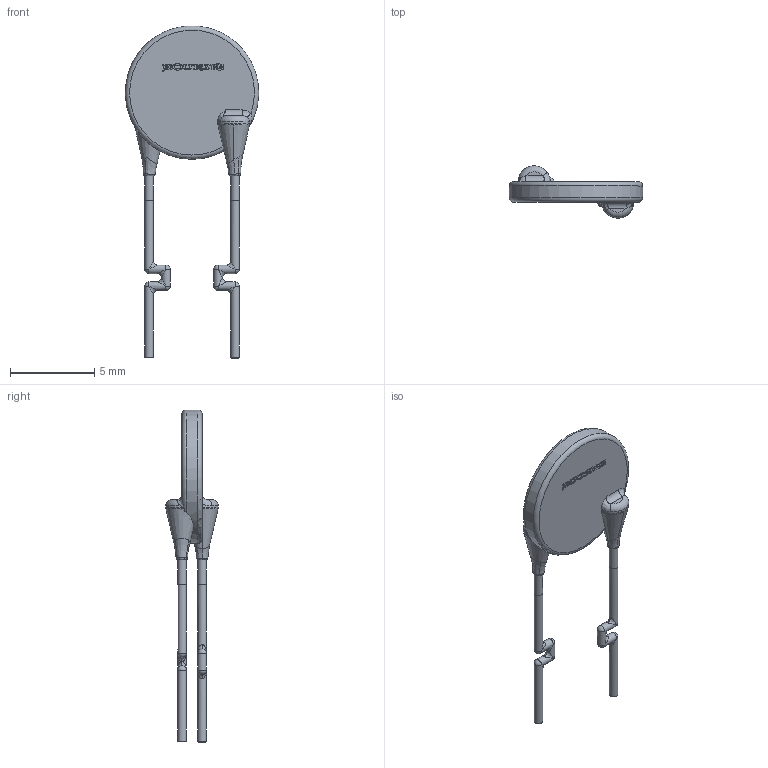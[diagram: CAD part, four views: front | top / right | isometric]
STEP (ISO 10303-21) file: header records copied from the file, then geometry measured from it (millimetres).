
FILE_DESCRIPTION(/* description */ (''),/* implementation_level */ '2;1');
FILE_NAME(/* name */ '1.stp',/* time_stamp */ '2019-10-06T19:14:25+02:00',/* author */ ('k'),/* organization */ (''),/* preprocessor_version */ 'ST-DEVELOPER v15.6',/* originating_system */ 'Autodesk Inventor 2015',/* authorisation */ '');
FILE_SCHEMA (('AUTOMOTIVE_DESIGN { 1 0 10303 214 3 1 1 }'));
Length unit declared in the file: millimetre
Products named in the file (4): 1; mf-r050; Bourns Logo
Bounding box: 7.89 x 3.1 x 19.67 mm (x, y, z)
Volume: 70.4 mm3; surface area: 183.3 mm2
Topology: 9 solids, 9 shells, 313 faces, 835 edges, 540 vertices
Faces by surface type: bspline 167, plane 105, cylinder 19, sphere 8, torus 8, cone 6
Full cylindrical faces by diameter (mm): 0.51 x10, 7.9 x1
Entity records: 13204 total; most frequent: CARTESIAN_POINT 6524, ORIENTED_EDGE 1624, DIRECTION 888, EDGE_CURVE 812, VERTEX_POINT 530, LINE 384, VECTOR 384, EDGE_LOOP 334
